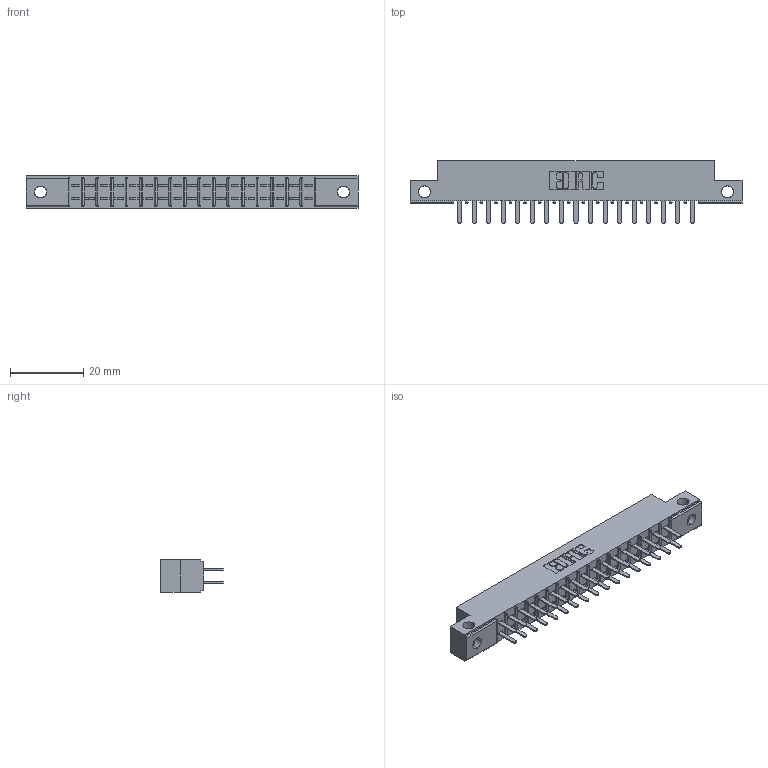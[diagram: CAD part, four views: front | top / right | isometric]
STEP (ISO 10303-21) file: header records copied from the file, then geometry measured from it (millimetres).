
FILE_DESCRIPTION (( 'STEP AP203' ), '1' );
FILE_NAME ('305-034-520-212.STEP', '2020-09-19T21:34:45', ( '' ), ( '' ), 'SwSTEP 2.0', 'SolidWorks 2020', '' );
FILE_SCHEMA (( 'CONFIG_CONTROL_DESIGN' ));
Length unit declared in the file: inch
Products named in the file (3): 305-034-520-212; 305-290-001_520; 305 Part_.128 Dia
Assembly tree (35 placements, depth 2):
  305-034-520-212
    305 Part_.128 Dia
    305-290-001_520  x34
Bounding box: 90.37 x 17.09 x 8.71 mm (x, y, z)
Volume: 5533.2 mm3; surface area: 10187.3 mm2
Topology: 35 solids, 35 shells, 1692 faces, 4823 edges, 3118 vertices
Faces by surface type: plane 986, cylinder 638, sphere 68
Entity records: 21736 total; most frequent: CARTESIAN_POINT 3645, ORIENTED_EDGE 3570, DIRECTION 3485, EDGE_CURVE 1785, LINE 1401, VECTOR 1401, VERTEX_POINT 1138, AXIS2_PLACEMENT_3D 1042
